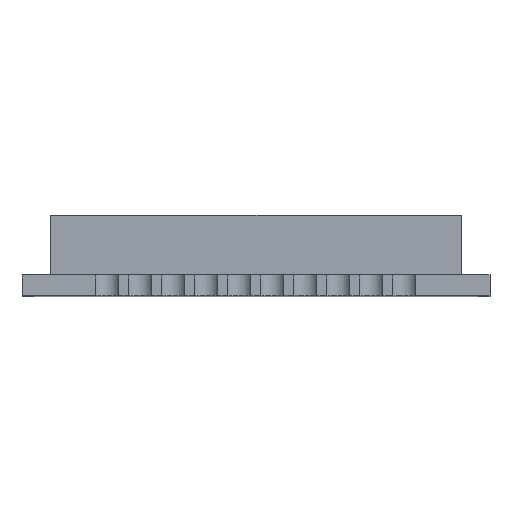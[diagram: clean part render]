
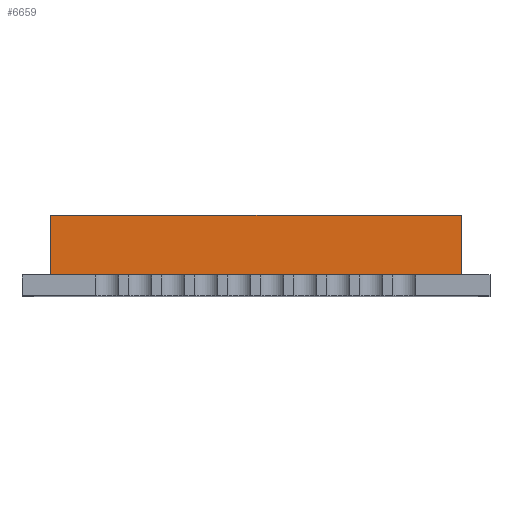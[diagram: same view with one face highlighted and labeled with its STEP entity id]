
A CAD part, top view. The second image highlights one B-rep face of the part: STEP entity #6659.
In plain terms, the highlighted planar face has unit normal (0, 0, 1).
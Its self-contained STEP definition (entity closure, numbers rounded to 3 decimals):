
#369=FACE_OUTER_BOUND('',#761,.T.);
#761=EDGE_LOOP('',(#5220,#5221,#5222,#5223));
#1461=LINE('',#10153,#2321);
#1469=LINE('',#10168,#2329);
#1470=LINE('',#10170,#2330);
#1471=LINE('',#10171,#2331);
#2321=VECTOR('',#8200,10.);
#2329=VECTOR('',#8212,10.);
#2330=VECTOR('',#8215,10.);
#2331=VECTOR('',#8216,10.);
#3024=VERTEX_POINT('',#10149);
#3026=VERTEX_POINT('',#10152);
#3030=VERTEX_POINT('',#10164);
#3031=VERTEX_POINT('',#10166);
#3805=EDGE_CURVE('',#3024,#3026,#1461,.T.);
#3813=EDGE_CURVE('',#3030,#3031,#1469,.T.);
#3814=EDGE_CURVE('',#3030,#3024,#1470,.T.);
#3815=EDGE_CURVE('',#3026,#3031,#1471,.T.);
#5220=ORIENTED_EDGE('',*,*,#3814,.F.);
#5221=ORIENTED_EDGE('',*,*,#3813,.T.);
#5222=ORIENTED_EDGE('',*,*,#3815,.F.);
#5223=ORIENTED_EDGE('',*,*,#3805,.F.);
#6305=PLANE('',#7104);
#6659=ADVANCED_FACE('',(#369),#6305,.T.);
#7104=AXIS2_PLACEMENT_3D('',#10169,#8213,#8214);
#8200=DIRECTION('',(0.,1.,0.));
#8212=DIRECTION('',(0.,1.,0.));
#8213=DIRECTION('center_axis',(0.,0.,1.));
#8214=DIRECTION('ref_axis',(1.,0.,0.));
#8215=DIRECTION('',(-1.,0.,0.));
#8216=DIRECTION('',(1.,0.,0.));
#10149=CARTESIAN_POINT('',(1.1,0.8,-1.05));
#10152=CARTESIAN_POINT('',(1.1,3.1,-1.05));
#10153=CARTESIAN_POINT('',(1.1,0.8,-1.05));
#10164=CARTESIAN_POINT('',(16.9,0.8,-1.05));
#10166=CARTESIAN_POINT('',(16.9,3.1,-1.05));
#10168=CARTESIAN_POINT('',(16.9,0.8,-1.05));
#10169=CARTESIAN_POINT('Origin',(1.1,0.8,-1.05));
#10170=CARTESIAN_POINT('',(16.9,0.8,-1.05));
#10171=CARTESIAN_POINT('',(16.9,3.1,-1.05));
